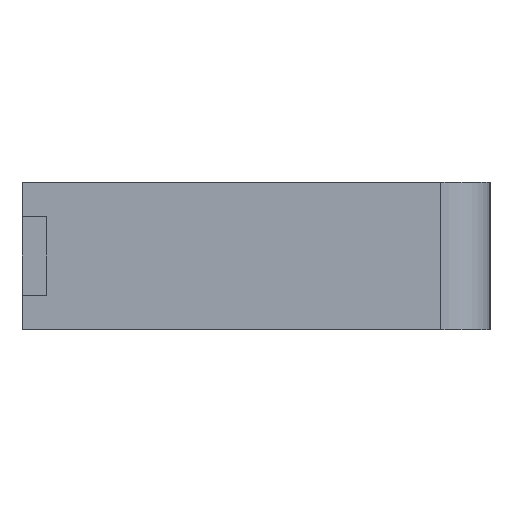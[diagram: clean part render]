
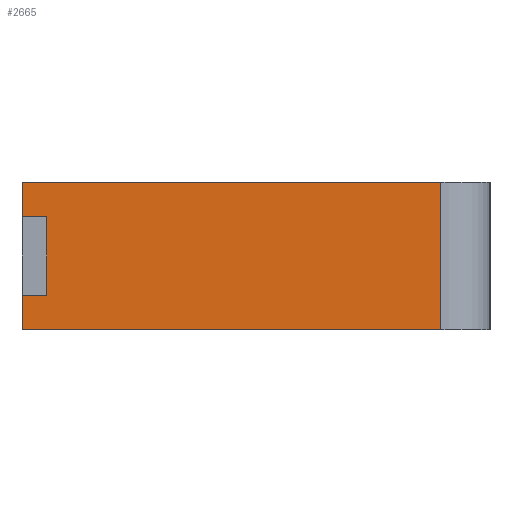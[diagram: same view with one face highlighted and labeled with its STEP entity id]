
A CAD part, left-side view. The second image highlights one B-rep face of the part: STEP entity #2665.
In plain terms, the highlighted planar face has unit normal (-1, 0, 0).
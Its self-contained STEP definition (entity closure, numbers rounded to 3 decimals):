
#41 = CARTESIAN_POINT ( 'NONE',  ( -22., 9.5, -3. ) ) ;
#62 = VECTOR ( 'NONE', #1189, 1000. ) ;
#167 = EDGE_CURVE ( 'NONE', #3238, #6396, #3807, .T. ) ;
#430 = EDGE_CURVE ( 'NONE', #2808, #3144, #4467, .T. ) ;
#590 = CARTESIAN_POINT ( 'NONE',  ( -22., 9.5, 1.6 ) ) ;
#614 = CARTESIAN_POINT ( 'NONE',  ( -22., 9.5, -1.6 ) ) ;
#662 = EDGE_CURVE ( 'NONE', #2808, #5399, #1357, .T. ) ;
#858 = VECTOR ( 'NONE', #3131, 1000. ) ;
#934 = LINE ( 'NONE', #6738, #858 ) ;
#983 = VECTOR ( 'NONE', #2724, 1000. ) ;
#1009 = EDGE_LOOP ( 'NONE', ( #5446, #3757, #2295, #3416, #3184, #3248, #1212, #1970 ) ) ;
#1125 = LINE ( 'NONE', #5385, #5907 ) ;
#1189 = DIRECTION ( 'NONE',  ( 0., -1., 0. ) ) ;
#1212 = ORIENTED_EDGE ( 'NONE', *, *, #3637, .T. ) ;
#1337 = AXIS2_PLACEMENT_3D ( 'NONE', #4588, #6174, #4663 ) ;
#1357 = LINE ( 'NONE', #5979, #1965 ) ;
#1419 = CARTESIAN_POINT ( 'NONE',  ( -22., -7.5, 3. ) ) ;
#1672 = LINE ( 'NONE', #3905, #983 ) ;
#1858 = VECTOR ( 'NONE', #4852, 1000. ) ;
#1896 = PLANE ( 'NONE',  #1337 ) ;
#1965 = VECTOR ( 'NONE', #5613, 1000. ) ;
#1970 = ORIENTED_EDGE ( 'NONE', *, *, #5754, .T. ) ;
#2169 = VERTEX_POINT ( 'NONE', #4117 ) ;
#2259 = CARTESIAN_POINT ( 'NONE',  ( -22., 9.5, 3. ) ) ;
#2295 = ORIENTED_EDGE ( 'NONE', *, *, #430, .F. ) ;
#2665 = ADVANCED_FACE ( 'NONE', ( #5146 ), #1896, .F. ) ;
#2674 = CARTESIAN_POINT ( 'NONE',  ( -22., 9.5, -3. ) ) ;
#2724 = DIRECTION ( 'NONE',  ( 0., 0., 1. ) ) ;
#2808 = VERTEX_POINT ( 'NONE', #2259 ) ;
#2815 = CARTESIAN_POINT ( 'NONE',  ( -22., 9.5, 3. ) ) ;
#2902 = VERTEX_POINT ( 'NONE', #614 ) ;
#3131 = DIRECTION ( 'NONE',  ( 0., 0., -1. ) ) ;
#3144 = VERTEX_POINT ( 'NONE', #1419 ) ;
#3184 = ORIENTED_EDGE ( 'NONE', *, *, #5406, .T. ) ;
#3238 = VERTEX_POINT ( 'NONE', #2674 ) ;
#3241 = CARTESIAN_POINT ( 'NONE',  ( -22., 9.5, 1.6 ) ) ;
#3248 = ORIENTED_EDGE ( 'NONE', *, *, #6047, .T. ) ;
#3333 = LINE ( 'NONE', #2815, #6641 ) ;
#3416 = ORIENTED_EDGE ( 'NONE', *, *, #662, .T. ) ;
#3637 = EDGE_CURVE ( 'NONE', #6042, #2902, #1125, .T. ) ;
#3757 = ORIENTED_EDGE ( 'NONE', *, *, #5349, .T. ) ;
#3807 = LINE ( 'NONE', #41, #62 ) ;
#3905 = CARTESIAN_POINT ( 'NONE',  ( -22., -7.5, 3. ) ) ;
#4109 = CARTESIAN_POINT ( 'NONE',  ( -22., 8.5, -1.6 ) ) ;
#4117 = CARTESIAN_POINT ( 'NONE',  ( -22., 8.5, 1.6 ) ) ;
#4444 = CARTESIAN_POINT ( 'NONE',  ( -22., -7.5, -3. ) ) ;
#4467 = LINE ( 'NONE', #6574, #4969 ) ;
#4588 = CARTESIAN_POINT ( 'NONE',  ( -22., 9.5, 3. ) ) ;
#4663 = DIRECTION ( 'NONE',  ( 0., 0., -1. ) ) ;
#4849 = DIRECTION ( 'NONE',  ( 0., 0., -1. ) ) ;
#4852 = DIRECTION ( 'NONE',  ( 0., -1., 0. ) ) ;
#4969 = VECTOR ( 'NONE', #6055, 1000. ) ;
#5146 = FACE_OUTER_BOUND ( 'NONE', #1009, .T. ) ;
#5349 = EDGE_CURVE ( 'NONE', #6396, #3144, #1672, .T. ) ;
#5377 = LINE ( 'NONE', #590, #1858 ) ;
#5385 = CARTESIAN_POINT ( 'NONE',  ( -22., 9.5, -1.6 ) ) ;
#5399 = VERTEX_POINT ( 'NONE', #3241 ) ;
#5406 = EDGE_CURVE ( 'NONE', #5399, #2169, #5377, .T. ) ;
#5446 = ORIENTED_EDGE ( 'NONE', *, *, #167, .T. ) ;
#5613 = DIRECTION ( 'NONE',  ( 0., 0., -1. ) ) ;
#5754 = EDGE_CURVE ( 'NONE', #2902, #3238, #3333, .T. ) ;
#5907 = VECTOR ( 'NONE', #6876, 1000. ) ;
#5979 = CARTESIAN_POINT ( 'NONE',  ( -22., 9.5, 3. ) ) ;
#6042 = VERTEX_POINT ( 'NONE', #4109 ) ;
#6047 = EDGE_CURVE ( 'NONE', #2169, #6042, #934, .T. ) ;
#6055 = DIRECTION ( 'NONE',  ( 0., -1., 0. ) ) ;
#6174 = DIRECTION ( 'NONE',  ( 1., 0., 0. ) ) ;
#6396 = VERTEX_POINT ( 'NONE', #4444 ) ;
#6574 = CARTESIAN_POINT ( 'NONE',  ( -22., 9.5, 3. ) ) ;
#6641 = VECTOR ( 'NONE', #4849, 1000. ) ;
#6738 = CARTESIAN_POINT ( 'NONE',  ( -22., 8.5, 3. ) ) ;
#6876 = DIRECTION ( 'NONE',  ( 0., 1., 0. ) ) ;
